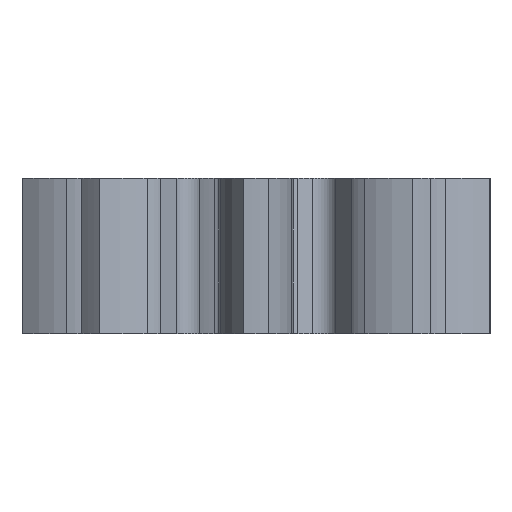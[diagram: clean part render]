
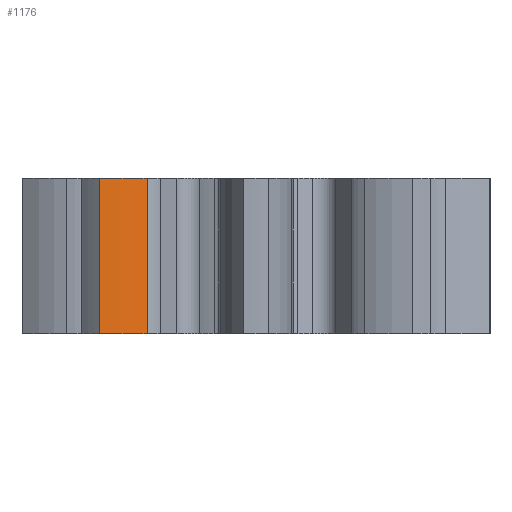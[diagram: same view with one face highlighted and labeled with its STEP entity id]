
A CAD part, left-side view. The second image highlights one B-rep face of the part: STEP entity #1176.
In plain terms, the highlighted face is a extrusion surface.
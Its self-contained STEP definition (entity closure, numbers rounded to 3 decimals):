
#1149 = VERTEX_POINT('',#1150);
#1150 = CARTESIAN_POINT('',(-11.165,10.017,10.));
#1157 = EDGE_CURVE('',#1158,#1149,#1160,.T.);
#1158 = VERTEX_POINT('',#1159);
#1159 = CARTESIAN_POINT('',(-11.165,10.017,0.));
#1160 = LINE('',#1161,#1162);
#1161 = CARTESIAN_POINT('',(-11.165,10.017,0.));
#1162 = VECTOR('',#1163,1.);
#1163 = DIRECTION('',(0.,0.,1.));
#1176 = ADVANCED_FACE('',(#1177),#1204,.F.);
#1177 = FACE_BOUND('',#1178,.F.);
#1178 = EDGE_LOOP('',(#1179,#1180,#1189,#1197));
#1179 = ORIENTED_EDGE('',*,*,#1157,.T.);
#1180 = ORIENTED_EDGE('',*,*,#1181,.T.);
#1181 = EDGE_CURVE('',#1149,#1182,#1184,.T.);
#1182 = VERTEX_POINT('',#1183);
#1183 = CARTESIAN_POINT('',(-10.186,6.976,10.));
#1184 = B_SPLINE_CURVE_WITH_KNOTS('',3,(#1185,#1186,#1187,#1188),
  .UNSPECIFIED.,.F.,.F.,(4,4),(0.,1.),.PIECEWISE_BEZIER_KNOTS.);
#1185 = CARTESIAN_POINT('',(-11.165,10.017,10.));
#1186 = CARTESIAN_POINT('',(-10.987,8.577,10.));
#1187 = CARTESIAN_POINT('',(-10.564,7.596,10.));
#1188 = CARTESIAN_POINT('',(-10.186,6.976,10.));
#1189 = ORIENTED_EDGE('',*,*,#1190,.F.);
#1190 = EDGE_CURVE('',#1191,#1182,#1193,.T.);
#1191 = VERTEX_POINT('',#1192);
#1192 = CARTESIAN_POINT('',(-10.186,6.976,0.));
#1193 = LINE('',#1194,#1195);
#1194 = CARTESIAN_POINT('',(-10.186,6.976,0.));
#1195 = VECTOR('',#1196,1.);
#1196 = DIRECTION('',(0.,0.,1.));
#1197 = ORIENTED_EDGE('',*,*,#1198,.F.);
#1198 = EDGE_CURVE('',#1158,#1191,#1199,.T.);
#1199 = B_SPLINE_CURVE_WITH_KNOTS('',3,(#1200,#1201,#1202,#1203),
  .UNSPECIFIED.,.F.,.F.,(4,4),(0.,1.),.PIECEWISE_BEZIER_KNOTS.);
#1200 = CARTESIAN_POINT('',(-11.165,10.017,0.));
#1201 = CARTESIAN_POINT('',(-10.987,8.577,0.));
#1202 = CARTESIAN_POINT('',(-10.564,7.596,0.));
#1203 = CARTESIAN_POINT('',(-10.186,6.976,0.));
#1204 = SURFACE_OF_LINEAR_EXTRUSION('',#1205,#1210);
#1205 = B_SPLINE_CURVE_WITH_KNOTS('',3,(#1206,#1207,#1208,#1209),
  .UNSPECIFIED.,.F.,.F.,(4,4),(0.,1.),.PIECEWISE_BEZIER_KNOTS.);
#1206 = CARTESIAN_POINT('',(-11.165,10.017,0.));
#1207 = CARTESIAN_POINT('',(-10.987,8.577,0.));
#1208 = CARTESIAN_POINT('',(-10.564,7.596,0.));
#1209 = CARTESIAN_POINT('',(-10.186,6.976,0.));
#1210 = VECTOR('',#1211,1.);
#1211 = DIRECTION('',(-0.,-0.,-1.));
